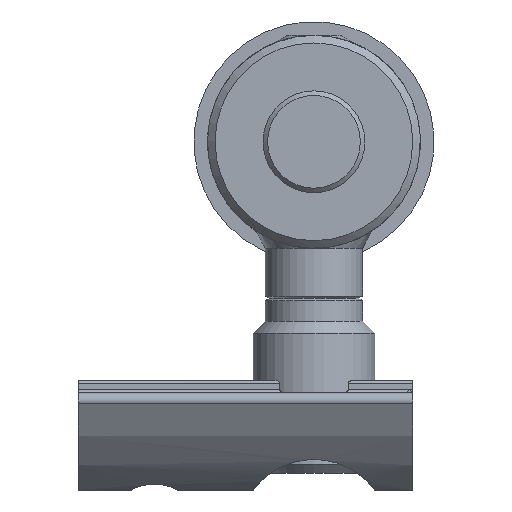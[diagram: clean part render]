
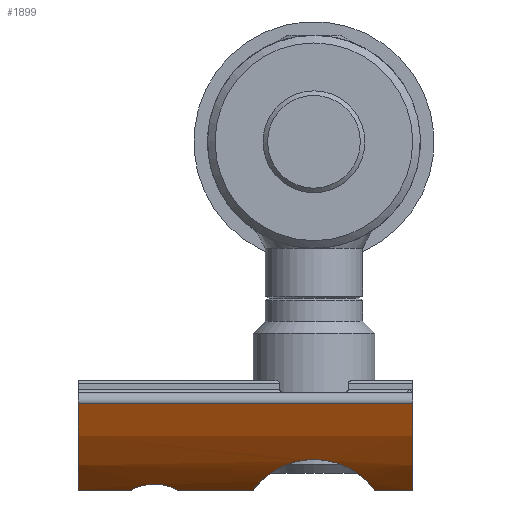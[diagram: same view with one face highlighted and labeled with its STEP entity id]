
A CAD part, front view. The second image highlights one B-rep face of the part: STEP entity #1899.
In plain terms, the highlighted cylindrical face has radius 15 mm (diameter 30 mm), a partial arc.
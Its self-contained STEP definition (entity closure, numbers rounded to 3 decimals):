
#96=CYLINDRICAL_SURFACE($,#2087,15.);
#213=CIRCLE($,#2088,15.);
#214=CIRCLE($,#2089,15.);
#335=FACE_OUTER_BOUND($,#490,.T.);
#490=EDGE_LOOP($,(#1553,#1554,#1555,#1556,#1557,#1558,#1559,#1560,#1561));
#573=LINE($,#3974,#693);
#606=LINE($,#4107,#726);
#612=LINE($,#4118,#732);
#613=LINE($,#4141,#733);
#693=VECTOR($,#2452,22.);
#726=VECTOR($,#2517,2.5);
#732=VECTOR($,#2525,5.);
#733=VECTOR($,#2532,3.5);
#783=B_SPLINE_CURVE_WITH_KNOTS($,3,(#3945,#3946,#3947,#3948,#3949,#3950),
 .UNSPECIFIED.,.F.,.F.,(4,2,4),(0.,0.099,
0.16),.UNSPECIFIED.);
#784=B_SPLINE_CURVE_WITH_KNOTS($,3,(#3952,#3953,#3954,#3955,#3956,#3957),
 .UNSPECIFIED.,.F.,.F.,(4,2,4),(-0.16,-0.095,
0.),.UNSPECIFIED.);
#790=B_SPLINE_CURVE_WITH_KNOTS($,3,(#4120,#4121,#4122,#4123,#4124,#4125,
#4126,#4127,#4128,#4129,#4130,#4131,#4132,#4133,#4134,#4135,#4136,#4137),
 .UNSPECIFIED.,.F.,.F.,(4,2,2,2,2,2,2,2,4),(-3.329,-3.261,
-3.114,-2.969,-2.824,-2.678,-2.533,
-2.386,-2.318),.UNSPECIFIED.);
#903=VERTEX_POINT($,#3942);
#904=VERTEX_POINT($,#3944);
#905=VERTEX_POINT($,#3951);
#908=VERTEX_POINT($,#3968);
#910=VERTEX_POINT($,#3972);
#949=VERTEX_POINT($,#4105);
#950=VERTEX_POINT($,#4106);
#954=VERTEX_POINT($,#4116);
#955=VERTEX_POINT($,#4139);
#1110=EDGE_CURVE($,#904,#903,#783,.T.);
#1111=EDGE_CURVE($,#905,#904,#784,.T.);
#1117=EDGE_CURVE($,#908,#910,#573,.T.);
#1161=EDGE_CURVE($,#949,#950,#606,.T.);
#1167=EDGE_CURVE($,#954,#903,#612,.T.);
#1168=EDGE_CURVE($,#954,#950,#790,.T.);
#1169=EDGE_CURVE($,#908,#949,#213,.T.);
#1170=EDGE_CURVE($,#910,#955,#214,.T.);
#1171=EDGE_CURVE($,#905,#955,#613,.T.);
#1553=ORIENTED_EDGE($,*,*,#1167,.F.);
#1554=ORIENTED_EDGE($,*,*,#1168,.T.);
#1555=ORIENTED_EDGE($,*,*,#1161,.F.);
#1556=ORIENTED_EDGE($,*,*,#1169,.F.);
#1557=ORIENTED_EDGE($,*,*,#1117,.T.);
#1558=ORIENTED_EDGE($,*,*,#1170,.T.);
#1559=ORIENTED_EDGE($,*,*,#1171,.F.);
#1560=ORIENTED_EDGE($,*,*,#1111,.T.);
#1561=ORIENTED_EDGE($,*,*,#1110,.T.);
#1899=ADVANCED_FACE($,(#335),#96,.T.);
#2087=AXIS2_PLACEMENT_3D($,#4119,#2526,#2527);
#2088=AXIS2_PLACEMENT_3D($,#4138,#2528,#2529);
#2089=AXIS2_PLACEMENT_3D($,#4140,#2530,#2531);
#2452=DIRECTION($,(-1.,0.,0.));
#2517=DIRECTION($,(-1.,0.,0.));
#2525=DIRECTION($,(-1.,0.,0.));
#2526=DIRECTION('center_axis',(-1.,0.,0.));
#2527=DIRECTION('ref_axis',(0.,-1.,0.));
#2528=DIRECTION('center_axis',(1.,0.,0.));
#2529=DIRECTION('ref_axis',(0.,1.,0.));
#2530=DIRECTION('center_axis',(1.,0.,0.));
#2531=DIRECTION('ref_axis',(0.,1.,0.));
#2532=DIRECTION($,(-1.,0.,0.));
#3942=CARTESIAN_POINT('',(-9.,5.9,-22.9));
#3944=CARTESIAN_POINT('',(-10.5,5.4,-22.518));
#3945=CARTESIAN_POINT('Ctrl Pts',(-10.5,5.4,-22.518));
#3946=CARTESIAN_POINT('Ctrl Pts',(-10.169,5.4,-22.518));
#3947=CARTESIAN_POINT('Ctrl Pts',(-9.826,5.47,-22.574));
#3948=CARTESIAN_POINT('Ctrl Pts',(-9.331,5.681,-22.737));
#3949=CARTESIAN_POINT('Ctrl Pts',(-9.155,5.783,-22.815));
#3950=CARTESIAN_POINT('Ctrl Pts',(-9.,5.9,-22.9));
#3951=CARTESIAN_POINT('',(-12.,5.9,-22.9));
#3952=CARTESIAN_POINT('Ctrl Pts',(-12.,5.9,-22.9));
#3953=CARTESIAN_POINT('Ctrl Pts',(-11.835,5.776,-22.809));
#3954=CARTESIAN_POINT('Ctrl Pts',(-11.645,5.667,-22.726));
#3955=CARTESIAN_POINT('Ctrl Pts',(-11.144,5.463,-22.569));
#3956=CARTESIAN_POINT('Ctrl Pts',(-10.816,5.4,-22.518));
#3957=CARTESIAN_POINT('Ctrl Pts',(-10.5,5.4,-22.518));
#3968=CARTESIAN_POINT('',(6.5,1.198,-17.214));
#3972=CARTESIAN_POINT('',(-15.5,1.198,-17.214));
#3974=CARTESIAN_POINT($,(6.5,1.198,-17.214));
#4105=CARTESIAN_POINT('',(6.5,5.9,-22.9));
#4106=CARTESIAN_POINT('',(4.,5.9,-22.9));
#4107=CARTESIAN_POINT($,(6.5,5.9,-22.9));
#4116=CARTESIAN_POINT('',(-4.,5.9,-22.9));
#4118=CARTESIAN_POINT($,(6.5,5.9,-22.9));
#4119=CARTESIAN_POINT('Origin',(6.5,14.754,-10.792));
#4120=CARTESIAN_POINT('Ctrl Pts',(-4.,5.9,-22.9));
#4121=CARTESIAN_POINT('Ctrl Pts',(-3.903,5.723,-22.77));
#4122=CARTESIAN_POINT('Ctrl Pts',(-3.797,5.556,-22.643));
#4123=CARTESIAN_POINT('Ctrl Pts',(-3.442,5.071,-22.255));
#4124=CARTESIAN_POINT('Ctrl Pts',(-3.088,4.718,-21.945));
#4125=CARTESIAN_POINT('Ctrl Pts',(-2.382,4.228,-21.484));
#4126=CARTESIAN_POINT('Ctrl Pts',(-1.948,4.017,-21.269));
#4127=CARTESIAN_POINT('Ctrl Pts',(-1.,3.739,-20.976));
#4128=CARTESIAN_POINT('Ctrl Pts',(-0.485,3.671,-20.9));
#4129=CARTESIAN_POINT('Ctrl Pts',(0.485,3.671,-20.9));
#4130=CARTESIAN_POINT('Ctrl Pts',(1.,3.739,-20.976));
#4131=CARTESIAN_POINT('Ctrl Pts',(1.948,4.017,-21.269));
#4132=CARTESIAN_POINT('Ctrl Pts',(2.382,4.228,-21.484));
#4133=CARTESIAN_POINT('Ctrl Pts',(3.088,4.718,-21.945));
#4134=CARTESIAN_POINT('Ctrl Pts',(3.442,5.071,-22.255));
#4135=CARTESIAN_POINT('Ctrl Pts',(3.797,5.556,-22.643));
#4136=CARTESIAN_POINT('Ctrl Pts',(3.903,5.723,-22.77));
#4137=CARTESIAN_POINT('Ctrl Pts',(4.,5.9,-22.9));
#4138=CARTESIAN_POINT('Origin',(6.5,14.754,-10.792));
#4139=CARTESIAN_POINT('',(-15.5,5.9,-22.9));
#4140=CARTESIAN_POINT('Origin',(-15.5,14.754,-10.792));
#4141=CARTESIAN_POINT($,(6.5,5.9,-22.9));
